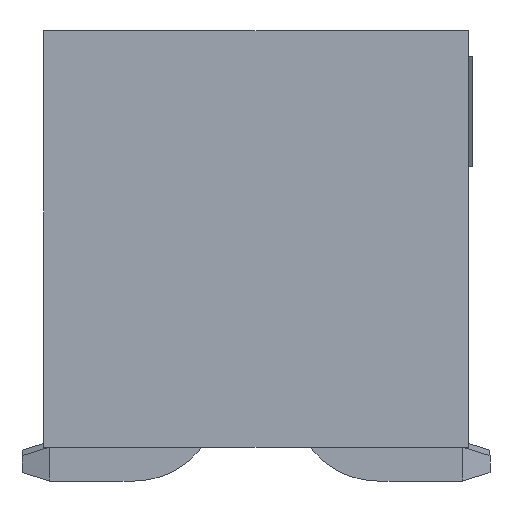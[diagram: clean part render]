
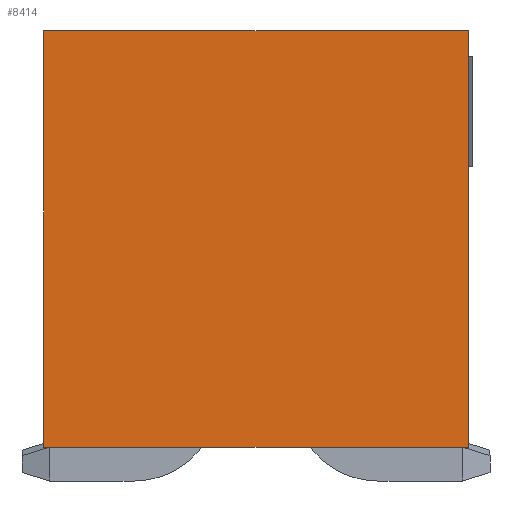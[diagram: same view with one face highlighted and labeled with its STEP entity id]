
A CAD part, left-side view. The second image highlights one B-rep face of the part: STEP entity #8414.
In plain terms, the highlighted planar face has unit normal (-1, 0, 0).
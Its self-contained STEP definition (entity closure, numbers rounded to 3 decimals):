
#1227=ORIENTED_EDGE('',*,*,#2431,.F.);
#1228=ORIENTED_EDGE('',*,*,#2412,.F.);
#1229=ORIENTED_EDGE('',*,*,#1961,.T.);
#1230=ORIENTED_EDGE('',*,*,#2592,.T.);
#1961=EDGE_CURVE('',#2874,#2873,#3461,.T.);
#2412=EDGE_CURVE('',#2874,#3190,#3912,.T.);
#2431=EDGE_CURVE('',#3190,#3197,#3931,.T.);
#2592=EDGE_CURVE('',#2873,#3197,#4092,.T.);
#2873=VERTEX_POINT('',#10497);
#2874=VERTEX_POINT('',#10499);
#3190=VERTEX_POINT('',#11388);
#3197=VERTEX_POINT('',#11415);
#3461=LINE('',#10498,#4369);
#3912=LINE('',#11387,#4820);
#3931=LINE('',#11414,#4839);
#4092=LINE('',#11734,#5000);
#4369=VECTOR('',#8912,1000.);
#4820=VECTOR('',#9607,1000.);
#4839=VECTOR('',#9628,1000.);
#5000=VECTOR('',#9871,1000.);
#5458=EDGE_LOOP('',(#1227,#1228,#1229,#1230));
#5788=FACE_BOUND('',#5458,.T.);
#6093=PLANE('',#8730);
#8414=ADVANCED_FACE('',(#5788),#6093,.T.);
#8730=AXIS2_PLACEMENT_3D('',#11735,#9872,#9873);
#8912=DIRECTION('',(0.,0.,1.));
#9607=DIRECTION('',(0.,1.,0.));
#9628=DIRECTION('',(0.,0.,1.));
#9871=DIRECTION('',(0.,1.,0.));
#9872=DIRECTION('',(-1.,0.,0.));
#9873=DIRECTION('',(0.,0.,1.));
#10497=CARTESIAN_POINT('',(-10.795,-2.5,2.45));
#10498=CARTESIAN_POINT('',(-10.795,-2.5,-2.45));
#10499=CARTESIAN_POINT('',(-10.795,-2.5,-2.45));
#11387=CARTESIAN_POINT('',(-10.795,-2.5,-2.45));
#11388=CARTESIAN_POINT('',(-10.795,2.5,-2.45));
#11414=CARTESIAN_POINT('',(-10.795,2.5,-2.45));
#11415=CARTESIAN_POINT('',(-10.795,2.5,2.45));
#11734=CARTESIAN_POINT('',(-10.795,-2.5,2.45));
#11735=CARTESIAN_POINT('',(-10.795,-2.5,-2.45));
